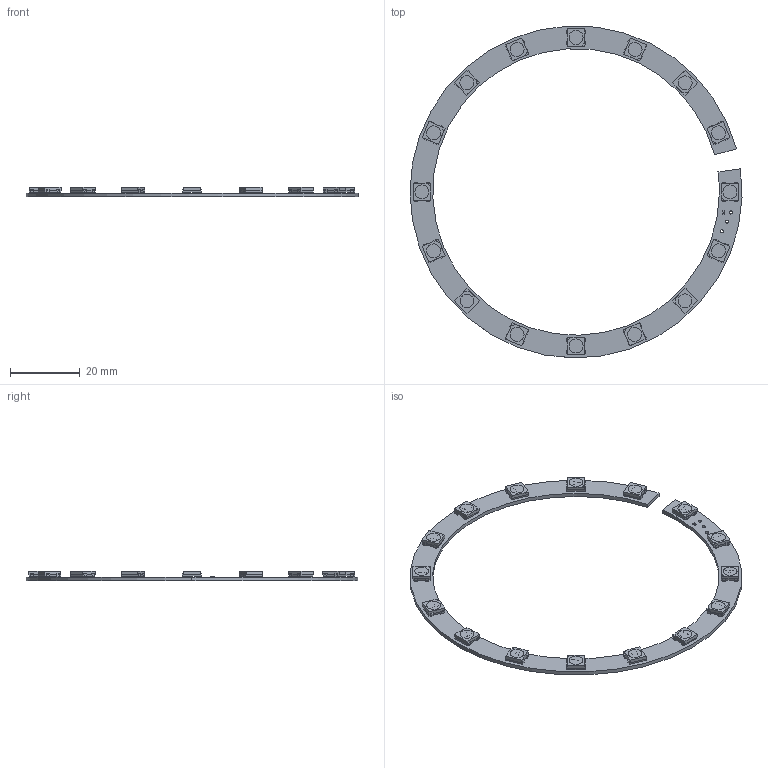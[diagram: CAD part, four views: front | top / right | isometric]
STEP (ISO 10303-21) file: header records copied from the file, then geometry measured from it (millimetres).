
FILE_DESCRIPTION(('Open CASCADE Model'),'2;1');
FILE_NAME('Open CASCADE Shape Model','2024-12-29T20:43:54',('Author'),( 'Open CASCADE'),'Open CASCADE STEP processor 6.8','Open CASCADE 6.8' ,'Unknown');
FILE_SCHEMA(('AUTOMOTIVE_DESIGN { 1 0 10303 214 1 1 1 1 }'));
Length unit declared in the file: millimetre
Products named in the file (23): PCB; Board; Open CASCADE STEP translator 6.8 1.1.1; Open CASCADE STEP translator 6.8 1.1.1.1; U31; User_Library-WS2812B; U29; U27; U25; U23; U21; U19; U17; U15; U13; U11; U9; U7; U5; U3; U1; C1; 0402_SMD_Capacitor
Assembly tree (37 placements, depth 4):
  PCB
    Board
      Open CASCADE STEP translator 6.8 1.1.1
        Open CASCADE STEP translator 6.8 1.1.1.1
    U31
      User_Library-WS2812B
    U29
      User_Library-WS2812B
    U27
      User_Library-WS2812B
    U25
      User_Library-WS2812B
    U23
      User_Library-WS2812B
    U21
      User_Library-WS2812B
    U19
      User_Library-WS2812B
    U17
      User_Library-WS2812B
    U15
      User_Library-WS2812B
    U13
      User_Library-WS2812B
    U11
      User_Library-WS2812B
    U9
      User_Library-WS2812B
    U7
      User_Library-WS2812B
    U5
      User_Library-WS2812B
    U3
      User_Library-WS2812B
    U1
      User_Library-WS2812B
    C1
      0402_SMD_Capacitor
Bounding box: 94.97 x 94.94 x 2.77 mm (x, y, z)
Volume: 2561.3 mm3; surface area: 6377.3 mm2
Topology: 50 solids, 50 shells, 1807 faces, 4898 edges, 3140 vertices
Faces by surface type: plane 1417, cylinder 363, bspline 19, sphere 8
Full cylindrical faces by diameter (mm): 0.888 x3
Entity records: 8416 total; most frequent: CARTESIAN_POINT 2249, ORIENTED_EDGE 1020, DIRECTION 1010, EDGE_CURVE 510, LINE 376, VECTOR 376, VERTEX_POINT 320, AXIS2_PLACEMENT_3D 317
